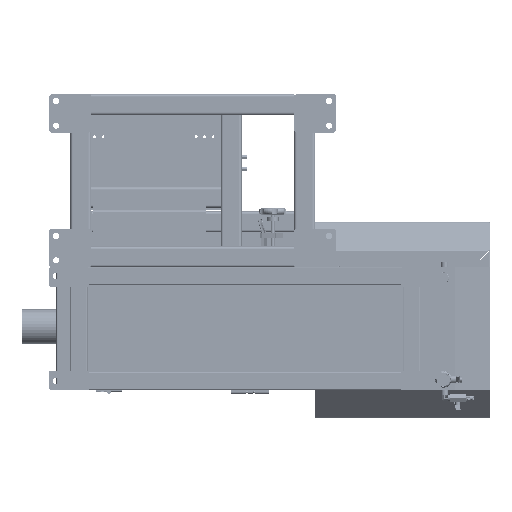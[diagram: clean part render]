
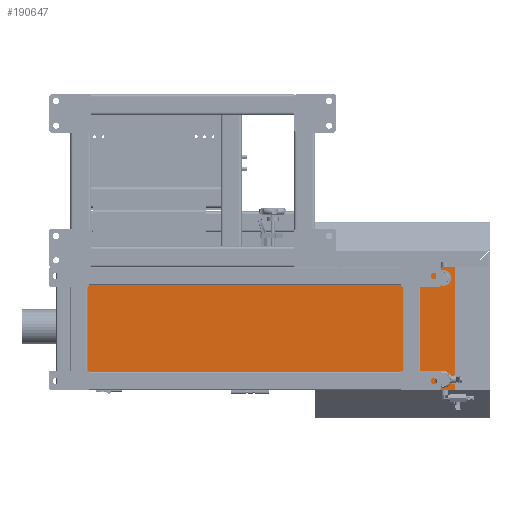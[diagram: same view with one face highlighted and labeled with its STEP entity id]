
A CAD part, front view. The second image highlights one B-rep face of the part: STEP entity #190647.
In plain terms, the highlighted planar face has unit normal (0, -1, 0).
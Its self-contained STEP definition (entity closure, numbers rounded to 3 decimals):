
#4236 = VECTOR ( 'NONE', #90655, 1000. ) ;
#10302 = VERTEX_POINT ( 'NONE', #116129 ) ;
#10315 = EDGE_LOOP ( 'NONE', ( #150364, #144421 ) ) ;
#12580 = FACE_BOUND ( 'NONE', #128471, .T. ) ;
#15055 = CIRCLE ( 'NONE', #183494, 15.417 ) ;
#15604 = AXIS2_PLACEMENT_3D ( 'NONE', #121898, #153978, #109473 ) ;
#17573 = EDGE_CURVE ( 'NONE', #10302, #102110, #199833, .T. ) ;
#18681 = EDGE_CURVE ( 'NONE', #24621, #162213, #149212, .T. ) ;
#19052 = DIRECTION ( 'NONE',  ( 0., 1., 0. ) ) ;
#19102 = ORIENTED_EDGE ( 'NONE', *, *, #120413, .T. ) ;
#23350 = CARTESIAN_POINT ( 'NONE',  ( 706.959, -509.809, -567.5 ) ) ;
#23830 = CARTESIAN_POINT ( 'NONE',  ( 855.576, -509.809, -247.5 ) ) ;
#24621 = VERTEX_POINT ( 'NONE', #130565 ) ;
#27055 = DIRECTION ( 'NONE',  ( 0., 0., -1. ) ) ;
#40020 = ORIENTED_EDGE ( 'NONE', *, *, #176093, .T. ) ;
#42549 = DIRECTION ( 'NONE',  ( 0., 1., 0. ) ) ;
#43056 = LINE ( 'NONE', #168220, #4236 ) ;
#53119 = DIRECTION ( 'NONE',  ( 0., 1., 0. ) ) ;
#61187 = PLANE ( 'NONE',  #186399 ) ;
#84032 = VERTEX_POINT ( 'NONE', #23350 ) ;
#84193 = DIRECTION ( 'NONE',  ( 1., 0., 0. ) ) ;
#86216 = DIRECTION ( 'NONE',  ( 1., 0., 0. ) ) ;
#90323 = ORIENTED_EDGE ( 'NONE', *, *, #165389, .T. ) ;
#90655 = DIRECTION ( 'NONE',  ( -1., 0., 0. ) ) ;
#92032 = DIRECTION ( 'NONE',  ( 1., 0., 0. ) ) ;
#92957 = EDGE_CURVE ( 'NONE', #102110, #24621, #43056, .T. ) ;
#100544 = CARTESIAN_POINT ( 'NONE',  ( -344.424, -509.809, -247.5 ) ) ;
#101981 = ORIENTED_EDGE ( 'NONE', *, *, #18681, .F. ) ;
#102110 = VERTEX_POINT ( 'NONE', #131553 ) ;
#104741 = CIRCLE ( 'NONE', #15604, 15.417 ) ;
#109473 = DIRECTION ( 'NONE',  ( 1., 0., 0. ) ) ;
#110648 = CARTESIAN_POINT ( 'NONE',  ( 722.376, -509.809, -277.5 ) ) ;
#112818 = ORIENTED_EDGE ( 'NONE', *, *, #17573, .F. ) ;
#113839 = ORIENTED_EDGE ( 'NONE', *, *, #92957, .F. ) ;
#116129 = CARTESIAN_POINT ( 'NONE',  ( 755.576, -509.809, -247.5 ) ) ;
#116960 = LINE ( 'NONE', #23830, #155866 ) ;
#120413 = EDGE_CURVE ( 'NONE', #10302, #162213, #116960, .T. ) ;
#121180 = FACE_OUTER_BOUND ( 'NONE', #162376, .T. ) ;
#121898 = CARTESIAN_POINT ( 'NONE',  ( 722.376, -509.809, -567.5 ) ) ;
#123199 = VERTEX_POINT ( 'NONE', #164820 ) ;
#128184 = DIRECTION ( 'NONE',  ( 0., 1., 0. ) ) ;
#128226 = VERTEX_POINT ( 'NONE', #164735 ) ;
#128471 = EDGE_LOOP ( 'NONE', ( #90323, #40020 ) ) ;
#130565 = CARTESIAN_POINT ( 'NONE',  ( -344.424, -509.809, -597.5 ) ) ;
#131553 = CARTESIAN_POINT ( 'NONE',  ( 755.576, -509.809, -597.5 ) ) ;
#135724 = DIRECTION ( 'NONE',  ( 0., 0., 1. ) ) ;
#138757 = CARTESIAN_POINT ( 'NONE',  ( 855.576, -509.809, -597.5 ) ) ;
#144421 = ORIENTED_EDGE ( 'NONE', *, *, #182671, .T. ) ;
#148285 = CARTESIAN_POINT ( 'NONE',  ( 722.376, -509.809, -567.5 ) ) ;
#149212 = LINE ( 'NONE', #180248, #182540 ) ;
#149995 = CIRCLE ( 'NONE', #180117, 15.417 ) ;
#150364 = ORIENTED_EDGE ( 'NONE', *, *, #177861, .T. ) ;
#153978 = DIRECTION ( 'NONE',  ( 0., 1., 0. ) ) ;
#155313 = FACE_BOUND ( 'NONE', #10315, .T. ) ;
#155866 = VECTOR ( 'NONE', #198622, 1000. ) ;
#162213 = VERTEX_POINT ( 'NONE', #100544 ) ;
#162376 = EDGE_LOOP ( 'NONE', ( #113839, #112818, #19102, #101981 ) ) ;
#163496 = CARTESIAN_POINT ( 'NONE',  ( 737.792, -509.809, -277.5 ) ) ;
#164735 = CARTESIAN_POINT ( 'NONE',  ( 737.792, -509.809, -567.5 ) ) ;
#164820 = CARTESIAN_POINT ( 'NONE',  ( 706.959, -509.809, -277.5 ) ) ;
#165389 = EDGE_CURVE ( 'NONE', #189619, #123199, #189815, .T. ) ;
#168220 = CARTESIAN_POINT ( 'NONE',  ( 855.576, -509.809, -597.5 ) ) ;
#176093 = EDGE_CURVE ( 'NONE', #123199, #189619, #149995, .T. ) ;
#177861 = EDGE_CURVE ( 'NONE', #128226, #84032, #15055, .T. ) ;
#180117 = AXIS2_PLACEMENT_3D ( 'NONE', #110648, #128184, #92032 ) ;
#180248 = CARTESIAN_POINT ( 'NONE',  ( -344.424, -509.809, -597.5 ) ) ;
#182540 = VECTOR ( 'NONE', #135724, 1000. ) ;
#182671 = EDGE_CURVE ( 'NONE', #84032, #128226, #104741, .T. ) ;
#183494 = AXIS2_PLACEMENT_3D ( 'NONE', #148285, #19052, #84193 ) ;
#186399 = AXIS2_PLACEMENT_3D ( 'NONE', #138757, #42549, #201903 ) ;
#189619 = VERTEX_POINT ( 'NONE', #163496 ) ;
#189815 = CIRCLE ( 'NONE', #196429, 15.417 ) ;
#190647 = ADVANCED_FACE ( 'NONE', ( #155313, #12580, #121180 ), #61187, .F. ) ;
#193832 = CARTESIAN_POINT ( 'NONE',  ( 722.376, -509.809, -277.5 ) ) ;
#195853 = VECTOR ( 'NONE', #27055, 1000. ) ;
#196429 = AXIS2_PLACEMENT_3D ( 'NONE', #193832, #53119, #86216 ) ;
#198622 = DIRECTION ( 'NONE',  ( -1., 0., 0. ) ) ;
#199833 = LINE ( 'NONE', #203949, #195853 ) ;
#201903 = DIRECTION ( 'NONE',  ( 1., 0., 0. ) ) ;
#203949 = CARTESIAN_POINT ( 'NONE',  ( 755.576, -509.809, -247.5 ) ) ;
